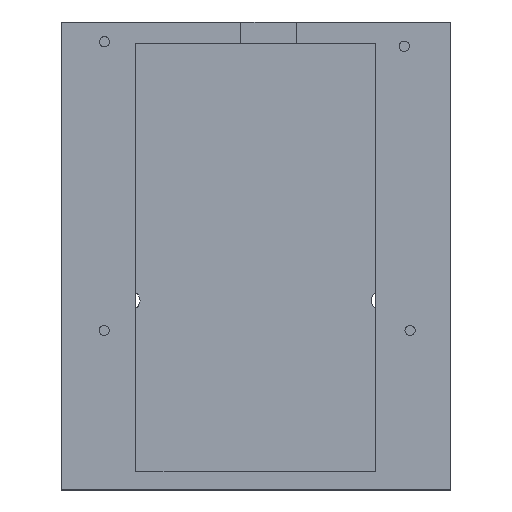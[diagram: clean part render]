
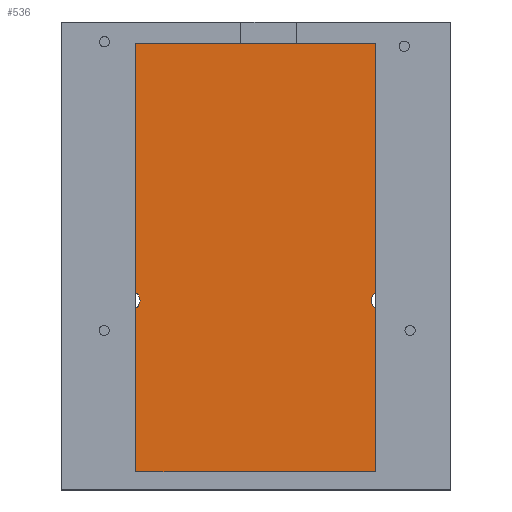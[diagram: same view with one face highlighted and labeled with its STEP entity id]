
A CAD part, top view. The second image highlights one B-rep face of the part: STEP entity #536.
In plain terms, the highlighted planar face has unit normal (0, 0, 1).
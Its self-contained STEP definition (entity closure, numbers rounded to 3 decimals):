
#46=CIRCLE('',#590,3.);
#48=CIRCLE('',#598,3.);
#49=CIRCLE('',#599,3.);
#78=FACE_OUTER_BOUND('',#116,.T.);
#116=EDGE_LOOP('',(#468,#469,#470,#471,#472,#473,#474,#475,#476));
#122=LINE('',#767,#174);
#126=LINE('',#774,#178);
#160=LINE('',#881,#212);
#164=LINE('',#888,#216);
#166=LINE('',#894,#218);
#169=LINE('',#899,#221);
#174=VECTOR('',#610,10.);
#178=VECTOR('',#614,10.);
#212=VECTOR('',#724,10.);
#216=VECTOR('',#728,10.);
#218=VECTOR('',#736,10.);
#221=VECTOR('',#743,10.);
#223=VERTEX_POINT('',#759);
#226=VERTEX_POINT('',#764);
#227=VERTEX_POINT('',#766);
#230=VERTEX_POINT('',#772);
#262=VERTEX_POINT('',#871);
#264=VERTEX_POINT('',#876);
#265=VERTEX_POINT('',#880);
#268=VERTEX_POINT('',#886);
#270=VERTEX_POINT('',#901);
#274=EDGE_CURVE('',#226,#227,#122,.T.);
#278=EDGE_CURVE('',#230,#223,#126,.T.);
#327=EDGE_CURVE('',#262,#264,#46,.T.);
#328=EDGE_CURVE('',#262,#265,#160,.T.);
#332=EDGE_CURVE('',#268,#264,#164,.T.);
#335=EDGE_CURVE('',#265,#230,#166,.T.);
#338=EDGE_CURVE('',#227,#268,#169,.T.);
#339=EDGE_CURVE('',#226,#270,#48,.T.);
#340=EDGE_CURVE('',#270,#223,#49,.T.);
#468=ORIENTED_EDGE('',*,*,#339,.T.);
#469=ORIENTED_EDGE('',*,*,#340,.T.);
#470=ORIENTED_EDGE('',*,*,#278,.F.);
#471=ORIENTED_EDGE('',*,*,#335,.F.);
#472=ORIENTED_EDGE('',*,*,#328,.F.);
#473=ORIENTED_EDGE('',*,*,#327,.T.);
#474=ORIENTED_EDGE('',*,*,#332,.F.);
#475=ORIENTED_EDGE('',*,*,#338,.F.);
#476=ORIENTED_EDGE('',*,*,#274,.F.);
#507=PLANE('',#597);
#536=ADVANCED_FACE('',(#78),#507,.T.);
#590=AXIS2_PLACEMENT_3D('',#878,#720,#721);
#597=AXIS2_PLACEMENT_3D('',#900,#744,#745);
#598=AXIS2_PLACEMENT_3D('',#902,#746,#747);
#599=AXIS2_PLACEMENT_3D('',#903,#748,#749);
#610=DIRECTION('',(0.,-1.,0.));
#614=DIRECTION('',(0.,-1.,0.));
#720=DIRECTION('center_axis',(0.,0.,-1.));
#721=DIRECTION('ref_axis',(1.,0.,0.));
#724=DIRECTION('',(0.,1.,0.));
#728=DIRECTION('',(0.,1.,0.));
#736=DIRECTION('',(1.,0.,0.));
#743=DIRECTION('',(-1.,0.,0.));
#744=DIRECTION('center_axis',(0.,0.,1.));
#745=DIRECTION('ref_axis',(1.,0.,0.));
#746=DIRECTION('center_axis',(0.,0.,-1.));
#747=DIRECTION('ref_axis',(1.,0.,0.));
#748=DIRECTION('center_axis',(0.,0.,-1.));
#749=DIRECTION('ref_axis',(1.,0.,0.));
#759=CARTESIAN_POINT('',(-5.,5.826,3.));
#764=CARTESIAN_POINT('',(-5.,0.574,3.));
#766=CARTESIAN_POINT('',(-5.,-53.997,3.));
#767=CARTESIAN_POINT('',(-5.,68.248,3.));
#772=CARTESIAN_POINT('',(-5.,88.996,3.));
#774=CARTESIAN_POINT('',(-5.,68.248,3.));
#871=CARTESIAN_POINT('',(-85.,5.738,3.));
#876=CARTESIAN_POINT('',(-85.,0.662,3.));
#878=CARTESIAN_POINT('Origin',(-86.6,3.2,3.));
#880=CARTESIAN_POINT('',(-85.,88.996,3.));
#881=CARTESIAN_POINT('',(-85.,26.751,3.));
#886=CARTESIAN_POINT('',(-85.,-53.997,3.));
#888=CARTESIAN_POINT('',(-85.,26.751,3.));
#894=CARTESIAN_POINT('',(-65.,88.996,3.));
#899=CARTESIAN_POINT('',(-25.,-53.997,3.));
#900=CARTESIAN_POINT('Origin',(-45.,47.499,3.));
#901=CARTESIAN_POINT('',(-6.55,3.2,3.));
#902=CARTESIAN_POINT('Origin',(-3.55,3.2,3.));
#903=CARTESIAN_POINT('Origin',(-3.55,3.2,3.));
